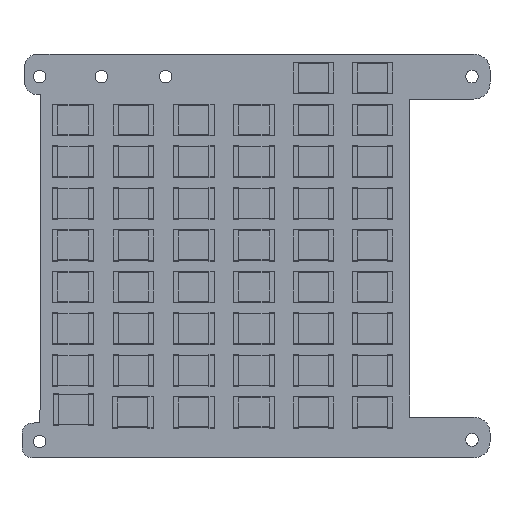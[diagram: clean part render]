
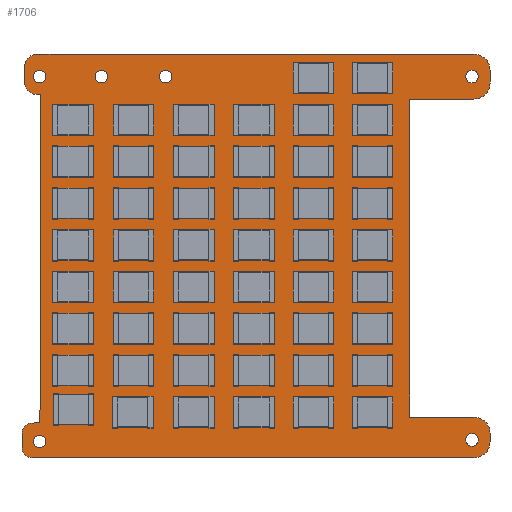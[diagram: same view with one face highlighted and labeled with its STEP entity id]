
A CAD part, top view. The second image highlights one B-rep face of the part: STEP entity #1706.
In plain terms, the highlighted planar face has unit normal (0, 0, 1).
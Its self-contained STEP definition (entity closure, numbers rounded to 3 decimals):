
#1383 = VERTEX_POINT('',#1384);
#1384 = CARTESIAN_POINT('',(105.664,-50.292,1.6));
#1390 = EDGE_CURVE('',#1383,#1391,#1393,.T.);
#1391 = VERTEX_POINT('',#1392);
#1392 = CARTESIAN_POINT('',(106.934,-51.562,1.6));
#1393 = CIRCLE('',#1394,1.27);
#1394 = AXIS2_PLACEMENT_3D('',#1395,#1396,#1397);
#1395 = CARTESIAN_POINT('',(105.664,-51.562,1.6));
#1396 = DIRECTION('',(0.,0.,-1.));
#1397 = DIRECTION('',(0.,1.,0.));
#1425 = VERTEX_POINT('',#1426);
#1426 = CARTESIAN_POINT('',(72.39,-50.292,1.6));
#1432 = EDGE_CURVE('',#1425,#1383,#1433,.T.);
#1433 = LINE('',#1434,#1435);
#1434 = CARTESIAN_POINT('',(72.39,-50.292,1.6));
#1435 = VECTOR('',#1436,1.);
#1436 = DIRECTION('',(1.,0.,0.));
#1454 = EDGE_CURVE('',#1391,#1455,#1457,.T.);
#1455 = VERTEX_POINT('',#1456);
#1456 = CARTESIAN_POINT('',(106.934,-52.578,1.6));
#1457 = LINE('',#1458,#1459);
#1458 = CARTESIAN_POINT('',(106.934,-51.562,1.6));
#1459 = VECTOR('',#1460,1.);
#1460 = DIRECTION('',(0.,-1.,0.));
#1706 = ADVANCED_FACE('',(#1707,#1861,#1872,#1883,#1894,#1905,#1916),
  #1927,.F.);
#1707 = FACE_BOUND('',#1708,.F.);
#1708 = EDGE_LOOP('',(#1709,#1710,#1711,#1720,#1728,#1736,#1744,#1753,
    #1761,#1770,#1778,#1787,#1795,#1804,#1812,#1820,#1828,#1837,#1845,
    #1854,#1860));
#1709 = ORIENTED_EDGE('',*,*,#1390,.T.);
#1710 = ORIENTED_EDGE('',*,*,#1454,.T.);
#1711 = ORIENTED_EDGE('',*,*,#1712,.T.);
#1712 = EDGE_CURVE('',#1455,#1713,#1715,.T.);
#1713 = VERTEX_POINT('',#1714);
#1714 = CARTESIAN_POINT('',(105.664,-53.848,1.6));
#1715 = CIRCLE('',#1716,1.27);
#1716 = AXIS2_PLACEMENT_3D('',#1717,#1718,#1719);
#1717 = CARTESIAN_POINT('',(105.664,-52.578,1.6));
#1718 = DIRECTION('',(0.,0.,-1.));
#1719 = DIRECTION('',(1.,0.,0.));
#1720 = ORIENTED_EDGE('',*,*,#1721,.T.);
#1721 = EDGE_CURVE('',#1713,#1722,#1724,.T.);
#1722 = VERTEX_POINT('',#1723);
#1723 = CARTESIAN_POINT('',(100.584,-53.848,1.6));
#1724 = LINE('',#1725,#1726);
#1725 = CARTESIAN_POINT('',(105.664,-53.848,1.6));
#1726 = VECTOR('',#1727,1.);
#1727 = DIRECTION('',(-1.,0.,0.));
#1728 = ORIENTED_EDGE('',*,*,#1729,.T.);
#1729 = EDGE_CURVE('',#1722,#1730,#1732,.T.);
#1730 = VERTEX_POINT('',#1731);
#1731 = CARTESIAN_POINT('',(100.584,-78.994,1.6));
#1732 = LINE('',#1733,#1734);
#1733 = CARTESIAN_POINT('',(100.584,-53.848,1.6));
#1734 = VECTOR('',#1735,1.);
#1735 = DIRECTION('',(0.,-1.,0.));
#1736 = ORIENTED_EDGE('',*,*,#1737,.T.);
#1737 = EDGE_CURVE('',#1730,#1738,#1740,.T.);
#1738 = VERTEX_POINT('',#1739);
#1739 = CARTESIAN_POINT('',(105.664,-78.994,1.6));
#1740 = LINE('',#1741,#1742);
#1741 = CARTESIAN_POINT('',(100.584,-78.994,1.6));
#1742 = VECTOR('',#1743,1.);
#1743 = DIRECTION('',(1.,0.,0.));
#1744 = ORIENTED_EDGE('',*,*,#1745,.T.);
#1745 = EDGE_CURVE('',#1738,#1746,#1748,.T.);
#1746 = VERTEX_POINT('',#1747);
#1747 = CARTESIAN_POINT('',(106.934,-80.264,1.6));
#1748 = CIRCLE('',#1749,1.27);
#1749 = AXIS2_PLACEMENT_3D('',#1750,#1751,#1752);
#1750 = CARTESIAN_POINT('',(105.664,-80.264,1.6));
#1751 = DIRECTION('',(0.,0.,-1.));
#1752 = DIRECTION('',(0.,1.,0.));
#1753 = ORIENTED_EDGE('',*,*,#1754,.T.);
#1754 = EDGE_CURVE('',#1746,#1755,#1757,.T.);
#1755 = VERTEX_POINT('',#1756);
#1756 = CARTESIAN_POINT('',(106.934,-80.95,1.6));
#1757 = LINE('',#1758,#1759);
#1758 = CARTESIAN_POINT('',(106.934,-80.264,1.6));
#1759 = VECTOR('',#1760,1.);
#1760 = DIRECTION('',(0.,-1.,0.));
#1761 = ORIENTED_EDGE('',*,*,#1762,.T.);
#1762 = EDGE_CURVE('',#1755,#1763,#1765,.T.);
#1763 = VERTEX_POINT('',#1764);
#1764 = CARTESIAN_POINT('',(105.664,-82.22,1.6));
#1765 = CIRCLE('',#1766,1.27);
#1766 = AXIS2_PLACEMENT_3D('',#1767,#1768,#1769);
#1767 = CARTESIAN_POINT('',(105.664,-80.95,1.6));
#1768 = DIRECTION('',(0.,0.,-1.));
#1769 = DIRECTION('',(1.,0.,0.));
#1770 = ORIENTED_EDGE('',*,*,#1771,.T.);
#1771 = EDGE_CURVE('',#1763,#1772,#1774,.T.);
#1772 = VERTEX_POINT('',#1773);
#1773 = CARTESIAN_POINT('',(70.739,-82.22,1.6));
#1774 = LINE('',#1775,#1776);
#1775 = CARTESIAN_POINT('',(105.664,-82.22,1.6));
#1776 = VECTOR('',#1777,1.);
#1777 = DIRECTION('',(-1.,0.,0.));
#1778 = ORIENTED_EDGE('',*,*,#1779,.T.);
#1779 = EDGE_CURVE('',#1772,#1780,#1782,.T.);
#1780 = VERTEX_POINT('',#1781);
#1781 = CARTESIAN_POINT('',(69.926,-81.407,1.6));
#1782 = CIRCLE('',#1783,0.813);
#1783 = AXIS2_PLACEMENT_3D('',#1784,#1785,#1786);
#1784 = CARTESIAN_POINT('',(70.739,-81.407,1.6));
#1785 = DIRECTION('',(0.,0.,-1.));
#1786 = DIRECTION('',(0.,-1.,-0.));
#1787 = ORIENTED_EDGE('',*,*,#1788,.T.);
#1788 = EDGE_CURVE('',#1780,#1789,#1791,.T.);
#1789 = VERTEX_POINT('',#1790);
#1790 = CARTESIAN_POINT('',(69.926,-80.28,1.6));
#1791 = LINE('',#1792,#1793);
#1792 = CARTESIAN_POINT('',(69.926,-81.407,1.6));
#1793 = VECTOR('',#1794,1.);
#1794 = DIRECTION('',(0.,1.,0.));
#1795 = ORIENTED_EDGE('',*,*,#1796,.T.);
#1796 = EDGE_CURVE('',#1789,#1797,#1799,.T.);
#1797 = VERTEX_POINT('',#1798);
#1798 = CARTESIAN_POINT('',(70.739,-79.467,1.6));
#1799 = CIRCLE('',#1800,0.813);
#1800 = AXIS2_PLACEMENT_3D('',#1801,#1802,#1803);
#1801 = CARTESIAN_POINT('',(70.739,-80.28,1.6));
#1802 = DIRECTION('',(0.,0.,-1.));
#1803 = DIRECTION('',(-1.,0.,0.));
#1804 = ORIENTED_EDGE('',*,*,#1805,.T.);
#1805 = EDGE_CURVE('',#1797,#1806,#1808,.T.);
#1806 = VERTEX_POINT('',#1807);
#1807 = CARTESIAN_POINT('',(71.349,-79.451,1.6));
#1808 = LINE('',#1809,#1810);
#1809 = CARTESIAN_POINT('',(70.739,-79.467,1.6));
#1810 = VECTOR('',#1811,1.);
#1811 = DIRECTION('',(1.,0.026,0.));
#1812 = ORIENTED_EDGE('',*,*,#1813,.T.);
#1813 = EDGE_CURVE('',#1806,#1814,#1816,.T.);
#1814 = VERTEX_POINT('',#1815);
#1815 = CARTESIAN_POINT('',(71.374,-53.492,1.6));
#1816 = LINE('',#1817,#1818);
#1817 = CARTESIAN_POINT('',(71.349,-79.451,1.6));
#1818 = VECTOR('',#1819,1.);
#1819 = DIRECTION('',(0.001,1.,0.));
#1820 = ORIENTED_EDGE('',*,*,#1821,.T.);
#1821 = EDGE_CURVE('',#1814,#1822,#1824,.T.);
#1822 = VERTEX_POINT('',#1823);
#1823 = CARTESIAN_POINT('',(71.12,-53.492,1.6));
#1824 = LINE('',#1825,#1826);
#1825 = CARTESIAN_POINT('',(71.374,-53.492,1.6));
#1826 = VECTOR('',#1827,1.);
#1827 = DIRECTION('',(-1.,0.,0.));
#1828 = ORIENTED_EDGE('',*,*,#1829,.T.);
#1829 = EDGE_CURVE('',#1822,#1830,#1832,.T.);
#1830 = VERTEX_POINT('',#1831);
#1831 = CARTESIAN_POINT('',(70.129,-52.502,1.6));
#1832 = CIRCLE('',#1833,0.991);
#1833 = AXIS2_PLACEMENT_3D('',#1834,#1835,#1836);
#1834 = CARTESIAN_POINT('',(71.12,-52.502,1.6));
#1835 = DIRECTION('',(0.,0.,-1.));
#1836 = DIRECTION('',(0.,-1.,0.));
#1837 = ORIENTED_EDGE('',*,*,#1838,.T.);
#1838 = EDGE_CURVE('',#1830,#1839,#1841,.T.);
#1839 = VERTEX_POINT('',#1840);
#1840 = CARTESIAN_POINT('',(70.129,-51.308,1.6));
#1841 = LINE('',#1842,#1843);
#1842 = CARTESIAN_POINT('',(70.129,-52.502,1.6));
#1843 = VECTOR('',#1844,1.);
#1844 = DIRECTION('',(0.,1.,0.));
#1845 = ORIENTED_EDGE('',*,*,#1846,.T.);
#1846 = EDGE_CURVE('',#1839,#1847,#1849,.T.);
#1847 = VERTEX_POINT('',#1848);
#1848 = CARTESIAN_POINT('',(71.145,-50.292,1.6));
#1849 = CIRCLE('',#1850,1.016);
#1850 = AXIS2_PLACEMENT_3D('',#1851,#1852,#1853);
#1851 = CARTESIAN_POINT('',(71.145,-51.308,1.6));
#1852 = DIRECTION('',(0.,0.,-1.));
#1853 = DIRECTION('',(-1.,0.,0.));
#1854 = ORIENTED_EDGE('',*,*,#1855,.T.);
#1855 = EDGE_CURVE('',#1847,#1425,#1856,.T.);
#1856 = LINE('',#1857,#1858);
#1857 = CARTESIAN_POINT('',(71.145,-50.292,1.6));
#1858 = VECTOR('',#1859,1.);
#1859 = DIRECTION('',(1.,0.,0.));
#1860 = ORIENTED_EDGE('',*,*,#1432,.T.);
#1861 = FACE_BOUND('',#1862,.F.);
#1862 = EDGE_LOOP('',(#1863));
#1863 = ORIENTED_EDGE('',*,*,#1864,.F.);
#1864 = EDGE_CURVE('',#1865,#1865,#1867,.T.);
#1865 = VERTEX_POINT('',#1866);
#1866 = CARTESIAN_POINT('',(105.512,-81.297,1.6));
#1867 = CIRCLE('',#1868,0.5);
#1868 = AXIS2_PLACEMENT_3D('',#1869,#1870,#1871);
#1869 = CARTESIAN_POINT('',(105.512,-80.797,1.6));
#1870 = DIRECTION('',(-0.,0.,-1.));
#1871 = DIRECTION('',(-0.,-1.,0.));
#1872 = FACE_BOUND('',#1873,.F.);
#1873 = EDGE_LOOP('',(#1874));
#1874 = ORIENTED_EDGE('',*,*,#1875,.F.);
#1875 = EDGE_CURVE('',#1876,#1876,#1878,.T.);
#1876 = VERTEX_POINT('',#1877);
#1877 = CARTESIAN_POINT('',(71.323,-81.424,1.6));
#1878 = CIRCLE('',#1879,0.5);
#1879 = AXIS2_PLACEMENT_3D('',#1880,#1881,#1882);
#1880 = CARTESIAN_POINT('',(71.323,-80.924,1.6));
#1881 = DIRECTION('',(-0.,0.,-1.));
#1882 = DIRECTION('',(-0.,-1.,0.));
#1883 = FACE_BOUND('',#1884,.F.);
#1884 = EDGE_LOOP('',(#1885));
#1885 = ORIENTED_EDGE('',*,*,#1886,.F.);
#1886 = EDGE_CURVE('',#1887,#1887,#1889,.T.);
#1887 = VERTEX_POINT('',#1888);
#1888 = CARTESIAN_POINT('',(105.512,-52.57,1.6));
#1889 = CIRCLE('',#1890,0.5);
#1890 = AXIS2_PLACEMENT_3D('',#1891,#1892,#1893);
#1891 = CARTESIAN_POINT('',(105.512,-52.07,1.6));
#1892 = DIRECTION('',(-0.,0.,-1.));
#1893 = DIRECTION('',(-0.,-1.,0.));
#1894 = FACE_BOUND('',#1895,.F.);
#1895 = EDGE_LOOP('',(#1896));
#1896 = ORIENTED_EDGE('',*,*,#1897,.F.);
#1897 = EDGE_CURVE('',#1898,#1898,#1900,.T.);
#1898 = VERTEX_POINT('',#1899);
#1899 = CARTESIAN_POINT('',(81.28,-52.57,1.6));
#1900 = CIRCLE('',#1901,0.5);
#1901 = AXIS2_PLACEMENT_3D('',#1902,#1903,#1904);
#1902 = CARTESIAN_POINT('',(81.28,-52.07,1.6));
#1903 = DIRECTION('',(-0.,0.,-1.));
#1904 = DIRECTION('',(-0.,-1.,0.));
#1905 = FACE_BOUND('',#1906,.F.);
#1906 = EDGE_LOOP('',(#1907));
#1907 = ORIENTED_EDGE('',*,*,#1908,.F.);
#1908 = EDGE_CURVE('',#1909,#1909,#1911,.T.);
#1909 = VERTEX_POINT('',#1910);
#1910 = CARTESIAN_POINT('',(76.2,-52.57,1.6));
#1911 = CIRCLE('',#1912,0.5);
#1912 = AXIS2_PLACEMENT_3D('',#1913,#1914,#1915);
#1913 = CARTESIAN_POINT('',(76.2,-52.07,1.6));
#1914 = DIRECTION('',(-0.,0.,-1.));
#1915 = DIRECTION('',(-0.,-1.,0.));
#1916 = FACE_BOUND('',#1917,.F.);
#1917 = EDGE_LOOP('',(#1918));
#1918 = ORIENTED_EDGE('',*,*,#1919,.F.);
#1919 = EDGE_CURVE('',#1920,#1920,#1922,.T.);
#1920 = VERTEX_POINT('',#1921);
#1921 = CARTESIAN_POINT('',(71.323,-52.57,1.6));
#1922 = CIRCLE('',#1923,0.5);
#1923 = AXIS2_PLACEMENT_3D('',#1924,#1925,#1926);
#1924 = CARTESIAN_POINT('',(71.323,-52.07,1.6));
#1925 = DIRECTION('',(-0.,0.,-1.));
#1926 = DIRECTION('',(-0.,-1.,0.));
#1927 = PLANE('',#1928);
#1928 = AXIS2_PLACEMENT_3D('',#1929,#1930,#1931);
#1929 = CARTESIAN_POINT('',(88.545,-66.324,1.6));
#1930 = DIRECTION('',(-0.,-0.,-1.));
#1931 = DIRECTION('',(-1.,0.,0.));
